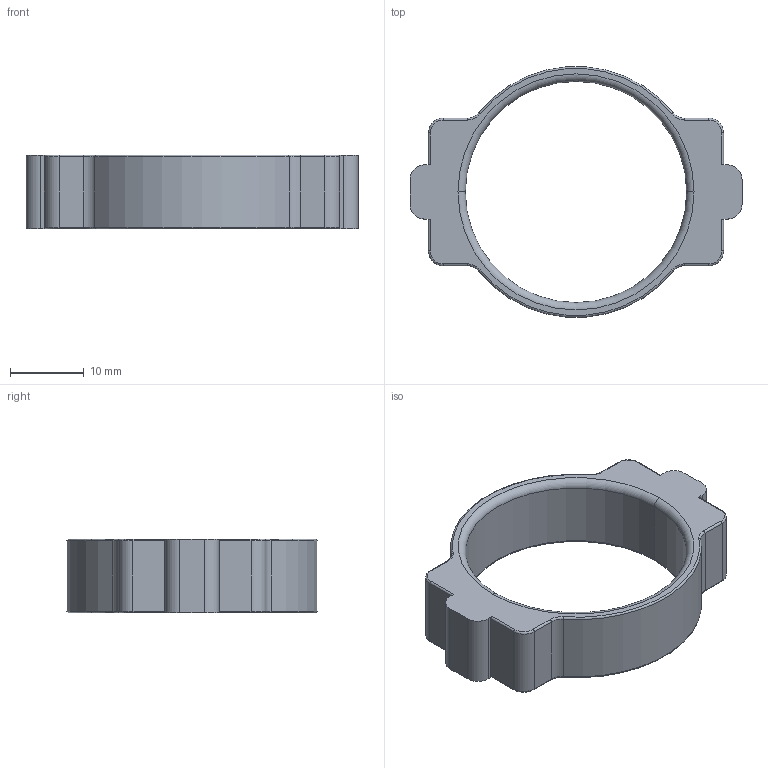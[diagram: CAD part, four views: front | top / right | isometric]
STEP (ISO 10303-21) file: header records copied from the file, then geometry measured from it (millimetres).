
FILE_DESCRIPTION (( 'STEP AP214' ), '1' );
FILE_NAME ('s10.STEP', '2022-02-16T12:51:58', ( '' ), ( '' ), 'SwSTEP 2.0', 'SolidWorks 2021', '' );
FILE_SCHEMA (( 'AUTOMOTIVE_DESIGN' ));
Length unit declared in the file: millimetre
Products named in the file (1): s10
Bounding box: 45 x 33.89 x 10 mm (x, y, z)
Volume: 2786.5 mm3; surface area: 3945.9 mm2
Topology: 1 solids, 3 shells, 108 faces, 270 edges, 168 vertices
Faces by surface type: cylinder 48, plane 36, torus 24
Entity records: 3272 total; most frequent: DIRECTION 620, CARTESIAN_POINT 547, ORIENTED_EDGE 540, EDGE_CURVE 270, AXIS2_PLACEMENT_3D 241, VERTEX_POINT 168, LINE 138, VECTOR 138
